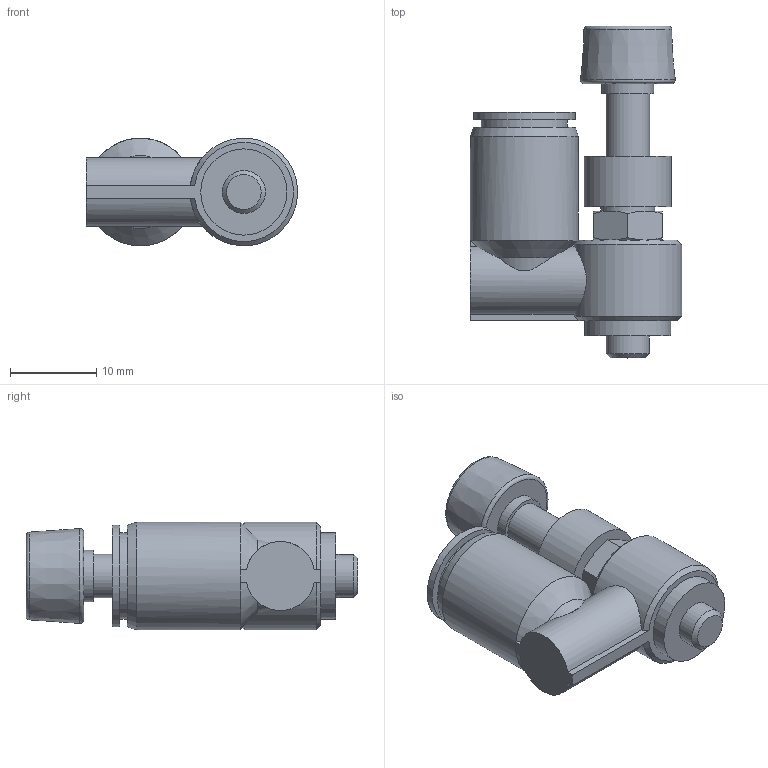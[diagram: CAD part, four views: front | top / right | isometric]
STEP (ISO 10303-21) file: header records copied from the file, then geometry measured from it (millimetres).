
FILE_DESCRIPTION(/* description */ ('STEP AP214'),/* implementation_level */ '2;1');
FILE_NAME(/* name */ '153512_LRL-M5-QS-6',/* time_stamp */ '2024-09-04T23:21:57+02:00',/* author */ ('License CC BY-ND 4.0'),/* organization */ ('CADENAS'),/* preprocessor_version */ 'ST-DEVELOPER v19.3',/* originating_system */ 'PARTsolutions',/* authorisation */ ' ');
FILE_SCHEMA (('AUTOMOTIVE_DESIGN {1 0 10303 214 3 1 1}'));
Length unit declared in the file: millimetre
Products named in the file (1): 153512 LRL-M5-QS-6---(0)
Bounding box: 24.48 x 38.5 x 12.5 mm (x, y, z)
Volume: 4851.1 mm3; surface area: 2960.6 mm2
Topology: 1 solids, 1 shells, 71 faces, 157 edges, 99 vertices
Faces by surface type: plane 33, cone 21, cylinder 15, torus 2
Full cylindrical faces by diameter (mm): 5 x1, 5.062 x1, 6 x2, 6.25 x1, 10 x2, 10.125 x1, 11.8 x1, 12.5 x1
Entity records: 1957 total; most frequent: CARTESIAN_POINT 469, DIRECTION 293, ORIENTED_EDGE 280, EDGE_CURVE 140, AXIS2_PLACEMENT_3D 125, VERTEX_POINT 97, EDGE_LOOP 97, FACE_BOUND 97
